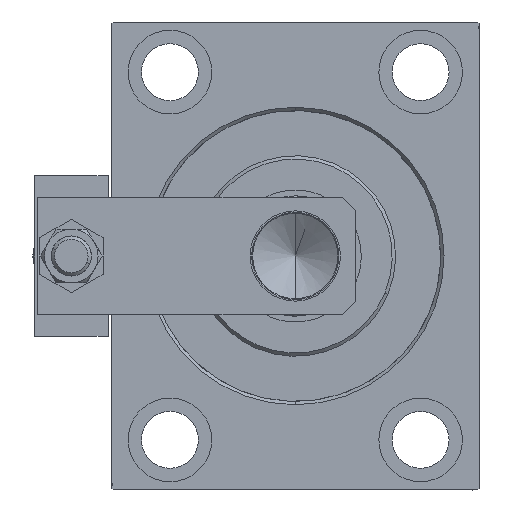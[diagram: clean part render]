
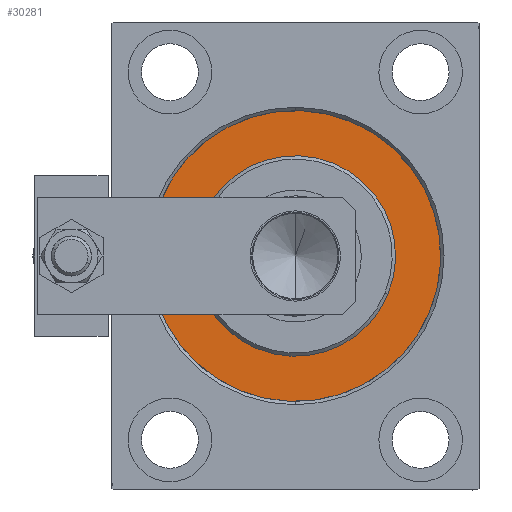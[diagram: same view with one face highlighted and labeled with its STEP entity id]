
A CAD part, left-side view. The second image highlights one B-rep face of the part: STEP entity #30281.
In plain terms, the highlighted face is planar.
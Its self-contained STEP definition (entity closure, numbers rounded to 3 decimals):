
#504 = CIRCLE ( 'NONE', #20585, 43.5 ) ;
#779 = ORIENTED_EDGE ( 'NONE', *, *, #20853, .F. ) ;
#2734 = CARTESIAN_POINT ( 'NONE',  ( 0., 0., 0. ) ) ;
#3281 = AXIS2_PLACEMENT_3D ( 'NONE', #2734, #10831, #7166 ) ;
#3822 = VERTEX_POINT ( 'NONE', #20651 ) ;
#5480 = DIRECTION ( 'NONE',  ( -1., 0., 0. ) ) ;
#5672 = DIRECTION ( 'NONE',  ( 1., 0., 0. ) ) ;
#7001 = CIRCLE ( 'NONE', #36324, 30. ) ;
#7166 = DIRECTION ( 'NONE',  ( 0., 0., -1. ) ) ;
#10517 = EDGE_LOOP ( 'NONE', ( #28677, #31745 ) ) ;
#10831 = DIRECTION ( 'NONE',  ( 1., 0., 0. ) ) ;
#14196 = VERTEX_POINT ( 'NONE', #51099 ) ;
#15050 = AXIS2_PLACEMENT_3D ( 'NONE', #25655, #5480, #38239 ) ;
#16585 = EDGE_LOOP ( 'NONE', ( #37278, #779 ) ) ;
#17741 = DIRECTION ( 'NONE',  ( 0., 0., -1. ) ) ;
#19869 = PLANE ( 'NONE',  #30648 ) ;
#20130 = CARTESIAN_POINT ( 'NONE',  ( 0., 0., 0. ) ) ;
#20231 = DIRECTION ( 'NONE',  ( -1., 0., 0. ) ) ;
#20585 = AXIS2_PLACEMENT_3D ( 'NONE', #28090, #20231, #48308 ) ;
#20651 = CARTESIAN_POINT ( 'NONE',  ( 0., 0., 43.5 ) ) ;
#20853 = EDGE_CURVE ( 'NONE', #14196, #45661, #7001, .T. ) ;
#25655 = CARTESIAN_POINT ( 'NONE',  ( 0., 0., 0. ) ) ;
#25843 = CIRCLE ( 'NONE', #3281, 30. ) ;
#26323 = EDGE_CURVE ( 'NONE', #32754, #3822, #504, .T. ) ;
#28090 = CARTESIAN_POINT ( 'NONE',  ( 0., 0., 0. ) ) ;
#28677 = ORIENTED_EDGE ( 'NONE', *, *, #26323, .F. ) ;
#30041 = CARTESIAN_POINT ( 'NONE',  ( 0., 0., 0. ) ) ;
#30281 = ADVANCED_FACE ( 'NONE', ( #35618, #32197 ), #19869, .F. ) ;
#30648 = AXIS2_PLACEMENT_3D ( 'NONE', #20130, #36133, #43490 ) ;
#30967 = CIRCLE ( 'NONE', #15050, 43.5 ) ;
#31745 = ORIENTED_EDGE ( 'NONE', *, *, #42322, .F. ) ;
#32197 = FACE_OUTER_BOUND ( 'NONE', #10517, .T. ) ;
#32754 = VERTEX_POINT ( 'NONE', #50856 ) ;
#35618 = FACE_BOUND ( 'NONE', #16585, .T. ) ;
#36133 = DIRECTION ( 'NONE',  ( -1., 0., 0. ) ) ;
#36324 = AXIS2_PLACEMENT_3D ( 'NONE', #30041, #5672, #17741 ) ;
#37278 = ORIENTED_EDGE ( 'NONE', *, *, #40429, .F. ) ;
#38239 = DIRECTION ( 'NONE',  ( 0., 0., 1. ) ) ;
#38407 = CARTESIAN_POINT ( 'NONE',  ( 0., 0., 30. ) ) ;
#40429 = EDGE_CURVE ( 'NONE', #45661, #14196, #25843, .T. ) ;
#42322 = EDGE_CURVE ( 'NONE', #3822, #32754, #30967, .T. ) ;
#43490 = DIRECTION ( 'NONE',  ( 0., 0., 1. ) ) ;
#45661 = VERTEX_POINT ( 'NONE', #38407 ) ;
#48308 = DIRECTION ( 'NONE',  ( 0., 0., 1. ) ) ;
#50856 = CARTESIAN_POINT ( 'NONE',  ( 0., 0., -43.5 ) ) ;
#51099 = CARTESIAN_POINT ( 'NONE',  ( 0., 0., -30. ) ) ;
